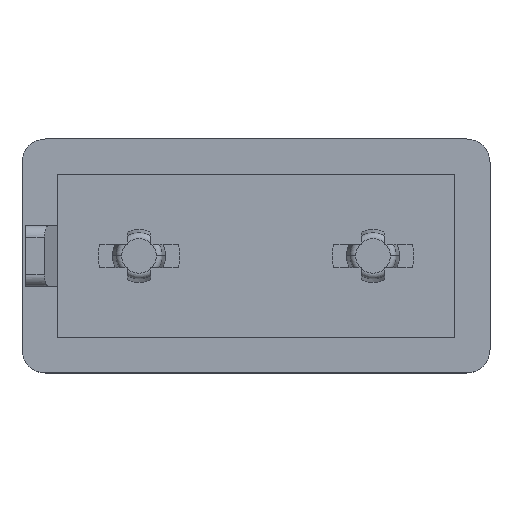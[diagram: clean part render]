
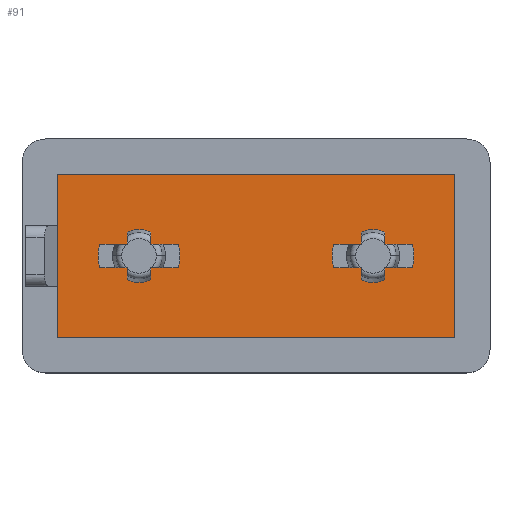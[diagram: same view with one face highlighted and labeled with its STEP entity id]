
A CAD part, top view. The second image highlights one B-rep face of the part: STEP entity #91.
In plain terms, the highlighted planar face has unit normal (0, 0, 1).
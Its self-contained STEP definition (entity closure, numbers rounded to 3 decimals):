
#91=ADVANCED_FACE('',(#204,#205,#206),#207,.T.);
#204=FACE_OUTER_BOUND('',#399,.T.);
#205=FACE_BOUND('',#400,.T.);
#206=FACE_BOUND('',#401,.T.);
#207=PLANE('',#402);
#399=EDGE_LOOP('',(#674,#675,#676,#677));
#400=EDGE_LOOP('',(#678,#679,#680,#681,#682,#683,#684,#685,#686,#687,#688,#689,#690,#691));
#401=EDGE_LOOP('',(#692,#693,#694,#695,#696,#697,#698,#699,#700,#701,#702,#703,#704,#705));
#402=AXIS2_PLACEMENT_3D('',#706,#707,#708);
#674=ORIENTED_EDGE('',*,*,#1412,.T.);
#675=ORIENTED_EDGE('',*,*,#1413,.T.);
#676=ORIENTED_EDGE('',*,*,#1414,.T.);
#677=ORIENTED_EDGE('',*,*,#1415,.T.);
#678=ORIENTED_EDGE('',*,*,#1416,.F.);
#679=ORIENTED_EDGE('',*,*,#1388,.F.);
#680=ORIENTED_EDGE('',*,*,#1417,.F.);
#681=ORIENTED_EDGE('',*,*,#1418,.F.);
#682=ORIENTED_EDGE('',*,*,#1419,.F.);
#683=ORIENTED_EDGE('',*,*,#1420,.F.);
#684=ORIENTED_EDGE('',*,*,#1421,.F.);
#685=ORIENTED_EDGE('',*,*,#1422,.F.);
#686=ORIENTED_EDGE('',*,*,#1357,.F.);
#687=ORIENTED_EDGE('',*,*,#1423,.F.);
#688=ORIENTED_EDGE('',*,*,#1424,.F.);
#689=ORIENTED_EDGE('',*,*,#1425,.F.);
#690=ORIENTED_EDGE('',*,*,#1426,.F.);
#691=ORIENTED_EDGE('',*,*,#1427,.F.);
#692=ORIENTED_EDGE('',*,*,#1428,.F.);
#693=ORIENTED_EDGE('',*,*,#1384,.F.);
#694=ORIENTED_EDGE('',*,*,#1429,.F.);
#695=ORIENTED_EDGE('',*,*,#1430,.F.);
#696=ORIENTED_EDGE('',*,*,#1431,.F.);
#697=ORIENTED_EDGE('',*,*,#1432,.F.);
#698=ORIENTED_EDGE('',*,*,#1433,.F.);
#699=ORIENTED_EDGE('',*,*,#1434,.F.);
#700=ORIENTED_EDGE('',*,*,#1353,.F.);
#701=ORIENTED_EDGE('',*,*,#1435,.F.);
#702=ORIENTED_EDGE('',*,*,#1436,.F.);
#703=ORIENTED_EDGE('',*,*,#1437,.F.);
#704=ORIENTED_EDGE('',*,*,#1438,.F.);
#705=ORIENTED_EDGE('',*,*,#1439,.F.);
#706=CARTESIAN_POINT('',(-7.,-7.0,1.5));
#707=DIRECTION('',(-0.0,0.0,1.0));
#708=DIRECTION('',(1.0,-0.0,0.0));
#1353=EDGE_CURVE('',#1603,#1606,#1607,.T.);
#1357=EDGE_CURVE('',#1611,#1614,#1615,.T.);
#1384=EDGE_CURVE('',#1664,#1666,#1667,.T.);
#1388=EDGE_CURVE('',#1672,#1674,#1675,.T.);
#1412=EDGE_CURVE('',#1715,#1716,#1717,.T.);
#1413=EDGE_CURVE('',#1716,#1718,#1719,.T.);
#1414=EDGE_CURVE('',#1718,#1720,#1721,.T.);
#1415=EDGE_CURVE('',#1720,#1715,#1722,.T.);
#1416=EDGE_CURVE('',#1674,#1723,#1724,.T.);
#1417=EDGE_CURVE('',#1725,#1672,#1726,.T.);
#1418=EDGE_CURVE('',#1727,#1725,#1728,.T.);
#1419=EDGE_CURVE('',#1729,#1727,#1730,.T.);
#1420=EDGE_CURVE('',#1731,#1729,#1732,.T.);
#1421=EDGE_CURVE('',#1733,#1731,#1734,.T.);
#1422=EDGE_CURVE('',#1614,#1733,#1735,.T.);
#1423=EDGE_CURVE('',#1736,#1611,#1737,.T.);
#1424=EDGE_CURVE('',#1738,#1736,#1739,.T.);
#1425=EDGE_CURVE('',#1740,#1738,#1741,.T.);
#1426=EDGE_CURVE('',#1742,#1740,#1743,.T.);
#1427=EDGE_CURVE('',#1723,#1742,#1744,.T.);
#1428=EDGE_CURVE('',#1666,#1745,#1746,.T.);
#1429=EDGE_CURVE('',#1747,#1664,#1748,.T.);
#1430=EDGE_CURVE('',#1749,#1747,#1750,.T.);
#1431=EDGE_CURVE('',#1751,#1749,#1752,.T.);
#1432=EDGE_CURVE('',#1753,#1751,#1754,.T.);
#1433=EDGE_CURVE('',#1755,#1753,#1756,.T.);
#1434=EDGE_CURVE('',#1606,#1755,#1757,.T.);
#1435=EDGE_CURVE('',#1758,#1603,#1759,.T.);
#1436=EDGE_CURVE('',#1760,#1758,#1761,.T.);
#1437=EDGE_CURVE('',#1762,#1760,#1763,.T.);
#1438=EDGE_CURVE('',#1764,#1762,#1765,.T.);
#1439=EDGE_CURVE('',#1745,#1764,#1766,.T.);
#1603=VERTEX_POINT('',#2014);
#1606=VERTEX_POINT('',#2018);
#1607=CIRCLE('',#2019,3.5);
#1611=VERTEX_POINT('',#2024);
#1614=VERTEX_POINT('',#2028);
#1615=CIRCLE('',#2029,3.5);
#1664=VERTEX_POINT('',#2101);
#1666=VERTEX_POINT('',#2104);
#1667=CIRCLE('',#2105,3.5);
#1672=VERTEX_POINT('',#2111);
#1674=VERTEX_POINT('',#2114);
#1675=CIRCLE('',#2115,3.5);
#1715=VERTEX_POINT('',#2178);
#1716=VERTEX_POINT('',#2179);
#1717=LINE('',#2180,#2181);
#1718=VERTEX_POINT('',#2182);
#1719=LINE('',#2183,#2184);
#1720=VERTEX_POINT('',#2185);
#1721=LINE('',#2186,#2187);
#1722=LINE('',#2188,#2189);
#1723=VERTEX_POINT('',#2190);
#1724=LINE('',#2191,#2192);
#1725=VERTEX_POINT('',#2193);
#1726=CIRCLE('',#2194,3.5);
#1727=VERTEX_POINT('',#2195);
#1728=LINE('',#2196,#2197);
#1729=VERTEX_POINT('',#2198);
#1730=LINE('',#2199,#2200);
#1731=VERTEX_POINT('',#2201);
#1732=CIRCLE('',#2202,2.25);
#1733=VERTEX_POINT('',#2203);
#1734=LINE('',#2204,#2205);
#1735=LINE('',#2206,#2207);
#1736=VERTEX_POINT('',#2208);
#1737=CIRCLE('',#2209,3.5);
#1738=VERTEX_POINT('',#2210);
#1739=LINE('',#2211,#2212);
#1740=VERTEX_POINT('',#2213);
#1741=LINE('',#2214,#2215);
#1742=VERTEX_POINT('',#2216);
#1743=CIRCLE('',#2217,2.25);
#1744=LINE('',#2218,#2219);
#1745=VERTEX_POINT('',#2220);
#1746=LINE('',#2221,#2222);
#1747=VERTEX_POINT('',#2223);
#1748=CIRCLE('',#2224,3.5);
#1749=VERTEX_POINT('',#2225);
#1750=LINE('',#2226,#2227);
#1751=VERTEX_POINT('',#2228);
#1752=LINE('',#2229,#2230);
#1753=VERTEX_POINT('',#2231);
#1754=CIRCLE('',#2232,2.25);
#1755=VERTEX_POINT('',#2233);
#1756=LINE('',#2234,#2235);
#1757=LINE('',#2236,#2237);
#1758=VERTEX_POINT('',#2238);
#1759=CIRCLE('',#2239,3.5);
#1760=VERTEX_POINT('',#2240);
#1761=LINE('',#2241,#2242);
#1762=VERTEX_POINT('',#2243);
#1763=LINE('',#2244,#2245);
#1764=VERTEX_POINT('',#2246);
#1765=CIRCLE('',#2247,2.25);
#1766=LINE('',#2248,#2249);
#2014=CARTESIAN_POINT('',(23.5,0.,1.5));
#2018=CARTESIAN_POINT('',(23.354,1.0,1.5));
#2019=AXIS2_PLACEMENT_3D('',#2721,#2722,#2723);
#2024=CARTESIAN_POINT('',(3.5,0.,1.5));
#2028=CARTESIAN_POINT('',(3.354,1.0,1.5));
#2029=AXIS2_PLACEMENT_3D('',#2729,#2730,#2731);
#2101=CARTESIAN_POINT('',(16.5,0.0,1.5));
#2104=CARTESIAN_POINT('',(16.646,-0.999,1.5));
#2105=AXIS2_PLACEMENT_3D('',#2782,#2783,#2784);
#2111=CARTESIAN_POINT('',(-3.5,0.0,1.5));
#2114=CARTESIAN_POINT('',(-3.354,-0.999,1.5));
#2115=AXIS2_PLACEMENT_3D('',#2790,#2791,#2792);
#2178=CARTESIAN_POINT('',(-7.0,7.0,1.5));
#2179=CARTESIAN_POINT('',(-7.,-7.0,1.5));
#2180=CARTESIAN_POINT('',(-7.0,7.0,1.5));
#2181=VECTOR('',#2836,1000.0);
#2182=CARTESIAN_POINT('',(27.0,-7.0,1.5));
#2183=CARTESIAN_POINT('',(-7.,-7.0,1.5));
#2184=VECTOR('',#2837,1000.0);
#2185=CARTESIAN_POINT('',(27.0,7.0,1.5));
#2186=CARTESIAN_POINT('',(27.0,7.0,1.5));
#2187=VECTOR('',#2838,1000.0);
#2188=CARTESIAN_POINT('',(-7.0,7.0,1.5));
#2189=VECTOR('',#2839,1000.0);
#2190=CARTESIAN_POINT('',(-1.,-0.999,1.5));
#2191=CARTESIAN_POINT('',(-2.016,-0.999,1.5));
#2192=VECTOR('',#2840,1000.0);
#2193=CARTESIAN_POINT('',(-3.354,1.0,1.5));
#2194=AXIS2_PLACEMENT_3D('',#2841,#2842,#2843);
#2195=CARTESIAN_POINT('',(-1.,1.0,1.5));
#2196=CARTESIAN_POINT('',(-2.016,1.0,1.5));
#2197=VECTOR('',#2844,1000.0);
#2198=CARTESIAN_POINT('',(-1.,2.016,1.5));
#2199=CARTESIAN_POINT('',(-1.,2.016,1.5));
#2200=VECTOR('',#2845,1000.0);
#2201=CARTESIAN_POINT('',(1.0,2.016,1.5));
#2202=AXIS2_PLACEMENT_3D('',#2846,#2847,#2848);
#2203=CARTESIAN_POINT('',(1.0,1.0,1.5));
#2204=CARTESIAN_POINT('',(1.0,2.016,1.5));
#2205=VECTOR('',#2849,1000.0);
#2206=CARTESIAN_POINT('',(1.0,1.0,1.5));
#2207=VECTOR('',#2850,1000.0);
#2208=CARTESIAN_POINT('',(3.354,-0.999,1.5));
#2209=AXIS2_PLACEMENT_3D('',#2851,#2852,#2853);
#2210=CARTESIAN_POINT('',(1.0,-0.999,1.5));
#2211=CARTESIAN_POINT('',(1.0,-0.999,1.5));
#2212=VECTOR('',#2854,1000.0);
#2213=CARTESIAN_POINT('',(1.0,-2.016,1.5));
#2214=CARTESIAN_POINT('',(1.0,-0.999,1.5));
#2215=VECTOR('',#2855,1000.0);
#2216=CARTESIAN_POINT('',(-1.,-2.016,1.5));
#2217=AXIS2_PLACEMENT_3D('',#2856,#2857,#2858);
#2218=CARTESIAN_POINT('',(-1.,-0.999,1.5));
#2219=VECTOR('',#2859,1000.0);
#2220=CARTESIAN_POINT('',(19.0,-0.999,1.5));
#2221=CARTESIAN_POINT('',(17.984,-0.999,1.5));
#2222=VECTOR('',#2860,1000.0);
#2223=CARTESIAN_POINT('',(16.646,1.0,1.5));
#2224=AXIS2_PLACEMENT_3D('',#2861,#2862,#2863);
#2225=CARTESIAN_POINT('',(19.0,1.0,1.5));
#2226=CARTESIAN_POINT('',(17.984,1.0,1.5));
#2227=VECTOR('',#2864,1000.0);
#2228=CARTESIAN_POINT('',(19.0,2.016,1.5));
#2229=CARTESIAN_POINT('',(19.0,2.016,1.5));
#2230=VECTOR('',#2865,1000.0);
#2231=CARTESIAN_POINT('',(21.0,2.016,1.5));
#2232=AXIS2_PLACEMENT_3D('',#2866,#2867,#2868);
#2233=CARTESIAN_POINT('',(21.0,1.0,1.5));
#2234=CARTESIAN_POINT('',(21.0,2.016,1.5));
#2235=VECTOR('',#2869,1000.0);
#2236=CARTESIAN_POINT('',(21.0,1.0,1.5));
#2237=VECTOR('',#2870,1000.0);
#2238=CARTESIAN_POINT('',(23.354,-0.999,1.5));
#2239=AXIS2_PLACEMENT_3D('',#2871,#2872,#2873);
#2240=CARTESIAN_POINT('',(21.0,-0.999,1.5));
#2241=CARTESIAN_POINT('',(21.0,-0.999,1.5));
#2242=VECTOR('',#2874,1000.0);
#2243=CARTESIAN_POINT('',(21.0,-2.016,1.5));
#2244=CARTESIAN_POINT('',(21.0,-0.999,1.5));
#2245=VECTOR('',#2875,1000.0);
#2246=CARTESIAN_POINT('',(19.0,-2.016,1.5));
#2247=AXIS2_PLACEMENT_3D('',#2876,#2877,#2878);
#2248=CARTESIAN_POINT('',(19.0,-0.999,1.5));
#2249=VECTOR('',#2879,1000.0);
#2721=CARTESIAN_POINT('',(20.0,0.0,1.5));
#2722=DIRECTION('',(0.0,0.0,1.0));
#2723=DIRECTION('',(1.0,0.0,0.0));
#2729=CARTESIAN_POINT('',(0.0,0.0,1.5));
#2730=DIRECTION('',(0.0,0.0,1.0));
#2731=DIRECTION('',(1.0,0.0,0.0));
#2782=CARTESIAN_POINT('',(20.0,0.0,1.5));
#2783=DIRECTION('',(0.0,0.0,1.0));
#2784=DIRECTION('',(1.0,0.0,0.0));
#2790=CARTESIAN_POINT('',(0.0,0.0,1.5));
#2791=DIRECTION('',(0.0,0.0,1.0));
#2792=DIRECTION('',(1.0,0.0,0.0));
#2836=DIRECTION('',(0.,-1.0,0.0));
#2837=DIRECTION('',(1.0,0.0,0.0));
#2838=DIRECTION('',(0.,1.0,-0.0));
#2839=DIRECTION('',(-1.0,-0.0,-0.0));
#2840=DIRECTION('',(1.0,0.,0.0));
#2841=CARTESIAN_POINT('',(0.0,0.0,1.5));
#2842=DIRECTION('',(0.0,0.0,1.0));
#2843=DIRECTION('',(1.0,0.0,0.0));
#2844=DIRECTION('',(-1.0,0.,-0.0));
#2845=DIRECTION('',(0.,-1.0,0.0));
#2846=CARTESIAN_POINT('',(0.0,0.0,1.5));
#2847=DIRECTION('',(0.0,0.0,1.0));
#2848=DIRECTION('',(1.0,0.0,0.0));
#2849=DIRECTION('',(0.,1.0,-0.0));
#2850=DIRECTION('',(-1.0,-0.0,-0.0));
#2851=CARTESIAN_POINT('',(0.0,0.0,1.5));
#2852=DIRECTION('',(0.0,0.0,1.0));
#2853=DIRECTION('',(1.0,0.0,0.0));
#2854=DIRECTION('',(1.0,0.,0.0));
#2855=DIRECTION('',(0.,1.0,-0.0));
#2856=CARTESIAN_POINT('',(0.0,0.0,1.5));
#2857=DIRECTION('',(0.0,0.0,1.0));
#2858=DIRECTION('',(1.0,0.0,0.0));
#2859=DIRECTION('',(0.,-1.0,0.0));
#2860=DIRECTION('',(1.0,0.,0.0));
#2861=CARTESIAN_POINT('',(20.0,0.0,1.5));
#2862=DIRECTION('',(0.0,0.0,1.0));
#2863=DIRECTION('',(1.0,0.0,0.0));
#2864=DIRECTION('',(-1.0,-0.0,-0.0));
#2865=DIRECTION('',(0.0,-1.0,0.0));
#2866=CARTESIAN_POINT('',(20.0,0.0,1.5));
#2867=DIRECTION('',(0.0,0.0,1.0));
#2868=DIRECTION('',(1.0,0.0,0.0));
#2869=DIRECTION('',(-0.0,1.0,-0.0));
#2870=DIRECTION('',(-1.0,-0.0,-0.0));
#2871=CARTESIAN_POINT('',(20.0,0.0,1.5));
#2872=DIRECTION('',(0.0,0.0,1.0));
#2873=DIRECTION('',(1.0,0.0,0.0));
#2874=DIRECTION('',(1.0,0.,0.0));
#2875=DIRECTION('',(-0.0,1.0,-0.0));
#2876=CARTESIAN_POINT('',(20.0,0.0,1.5));
#2877=DIRECTION('',(0.0,0.0,1.0));
#2878=DIRECTION('',(1.0,0.0,0.0));
#2879=DIRECTION('',(0.0,-1.0,0.0));
